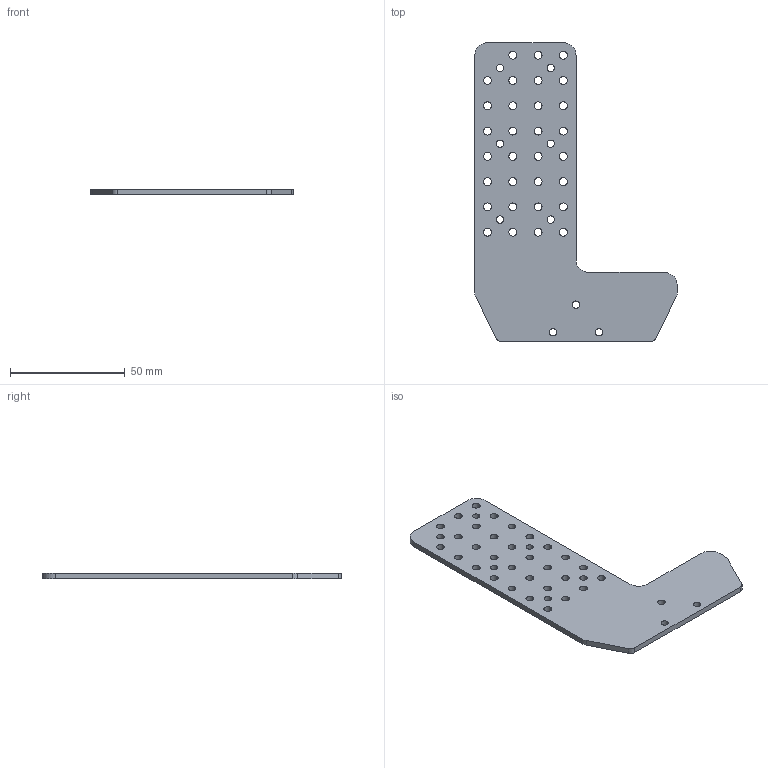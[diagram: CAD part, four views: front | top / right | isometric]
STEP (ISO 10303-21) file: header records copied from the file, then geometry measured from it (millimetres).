
FILE_DESCRIPTION (( 'STEP AP214' ), '1' );
FILE_NAME ('MS001-C.03.002SL.1.1 MS001-C盓傅啣1.step', '2021-08-27T12:17:16', ( '' ), ( '' ), 'SwSTEP 2.0', 'SolidWorks 2016', '' );
FILE_SCHEMA (( 'AUTOMOTIVE_DESIGN' ));
Length unit declared in the file: millimetre
Products named in the file (1): MS001-C.03.002SL.1.1 MS001-C盓傅啣1
Bounding box: 88 x 130 x 2.5 mm (x, y, z)
Volume: 16157.7 mm3; surface area: 15024 mm2
Topology: 1 solids, 1 shells, 104 faces, 300 edges, 200 vertices
Faces by surface type: cylinder 92, plane 12
Entity records: 3733 total; most frequent: DIRECTION 694, CARTESIAN_POINT 605, ORIENTED_EDGE 600, EDGE_CURVE 300, AXIS2_PLACEMENT_3D 289, VERTEX_POINT 200, EDGE_LOOP 186, CIRCLE 184
